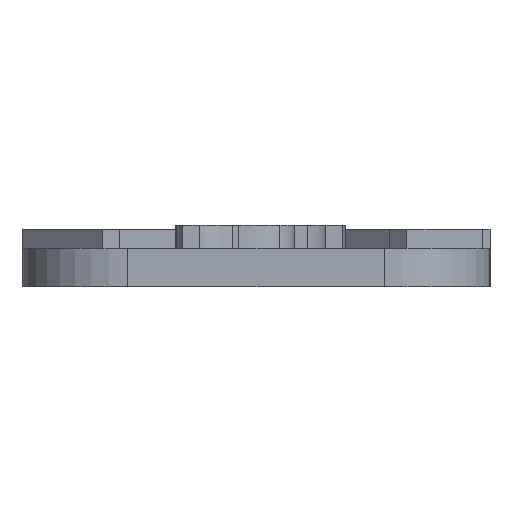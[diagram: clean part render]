
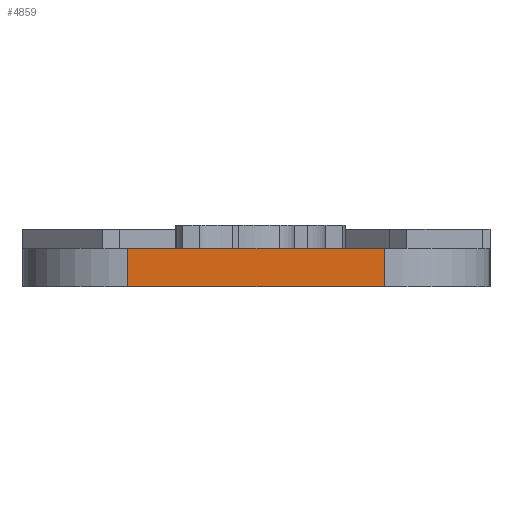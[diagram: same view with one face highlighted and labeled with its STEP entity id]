
A CAD part, left-side view. The second image highlights one B-rep face of the part: STEP entity #4859.
In plain terms, the highlighted planar face has unit normal (-1, 0, 0).
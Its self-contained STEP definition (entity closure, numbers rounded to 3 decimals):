
#663=FACE_OUTER_BOUND('',#926,.T.);
#926=EDGE_LOOP('',(#4219,#4220,#4221,#4222));
#1396=LINE('',#8286,#1855);
#1397=LINE('',#8289,#1856);
#1398=LINE('',#8291,#1857);
#1399=LINE('',#8292,#1858);
#1855=VECTOR('',#5738,10.);
#1856=VECTOR('',#5741,10.);
#1857=VECTOR('',#5742,10.);
#1858=VECTOR('',#5743,10.);
#2331=VERTEX_POINT('',#8279);
#2334=VERTEX_POINT('',#8284);
#2335=VERTEX_POINT('',#8288);
#2336=VERTEX_POINT('',#8290);
#3036=EDGE_CURVE('',#2331,#2334,#1396,.T.);
#3037=EDGE_CURVE('',#2335,#2331,#1397,.T.);
#3038=EDGE_CURVE('',#2336,#2334,#1398,.T.);
#3039=EDGE_CURVE('',#2335,#2336,#1399,.T.);
#4219=ORIENTED_EDGE('',*,*,#3037,.T.);
#4220=ORIENTED_EDGE('',*,*,#3036,.T.);
#4221=ORIENTED_EDGE('',*,*,#3038,.F.);
#4222=ORIENTED_EDGE('',*,*,#3039,.F.);
#4603=PLANE('',#5014);
#4859=ADVANCED_FACE('',(#663),#4603,.T.);
#5014=AXIS2_PLACEMENT_3D('',#8287,#5739,#5740);
#5738=DIRECTION('',(0.,0.,1.));
#5739=DIRECTION('center_axis',(-1.,0.,0.));
#5740=DIRECTION('ref_axis',(0.,-1.,0.));
#5741=DIRECTION('',(0.,-1.,0.));
#5742=DIRECTION('',(0.,-1.,0.));
#5743=DIRECTION('',(0.,0.,1.));
#8279=CARTESIAN_POINT('',(0.197,-27.208,16.94));
#8284=CARTESIAN_POINT('',(0.197,-27.208,17.94));
#8286=CARTESIAN_POINT('',(0.197,-27.208,16.94));
#8287=CARTESIAN_POINT('Origin',(0.197,-20.51,16.94));
#8288=CARTESIAN_POINT('',(0.197,-20.51,16.94));
#8289=CARTESIAN_POINT('',(0.197,-20.51,16.94));
#8290=CARTESIAN_POINT('',(0.197,-20.51,17.94));
#8291=CARTESIAN_POINT('',(0.197,-20.51,17.94));
#8292=CARTESIAN_POINT('',(0.197,-20.51,16.94));
